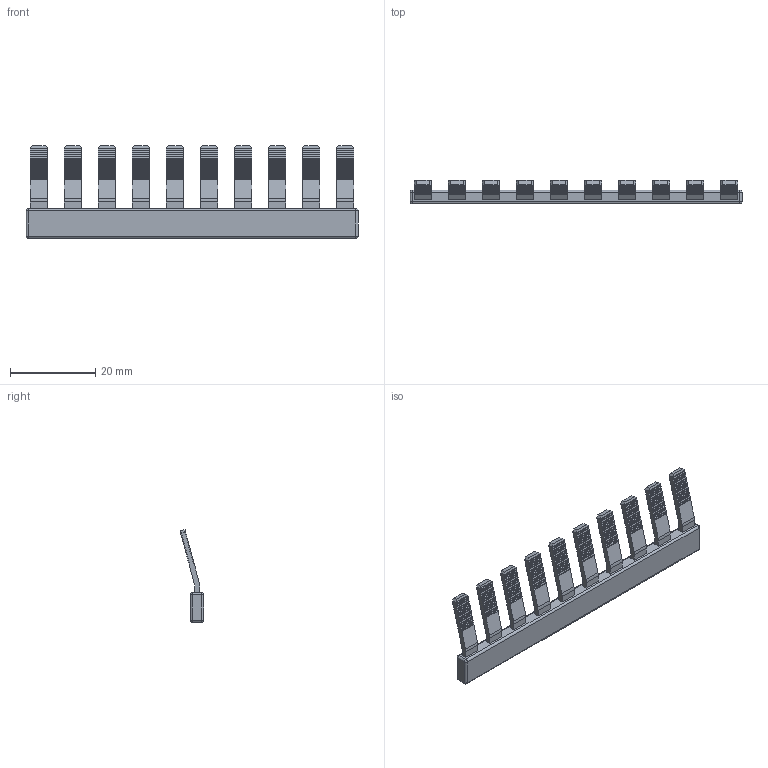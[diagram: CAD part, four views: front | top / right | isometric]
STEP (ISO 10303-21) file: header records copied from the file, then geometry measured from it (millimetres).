
FILE_DESCRIPTION (( 'STEP AP203' ), '1' );
FILE_NAME ('CA710_10.STEP', '2025-03-17T18:05:08', ( '' ), ( '' ), 'SwSTEP 2.0', 'SolidWorks 2022', '' );
FILE_SCHEMA (( 'CONFIG_CONTROL_DESIGN' ));
Length unit declared in the file: millimetre
Products named in the file (1): CA710_10
Bounding box: 78 x 5.6 x 21.8 mm (x, y, z)
Volume: 2424.3 mm3; surface area: 3421.5 mm2
Topology: 1 solids, 1 shells, 1086 faces, 3206 edges, 2124 vertices
Faces by surface type: plane 1056, cylinder 22, sphere 8
Entity records: 35471 total; most frequent: CARTESIAN_POINT 6409, ORIENTED_EDGE 6396, DIRECTION 5416, EDGE_CURVE 3198, VECTOR 3154, LINE 3154, VERTEX_POINT 2124, AXIS2_PLACEMENT_3D 1131
